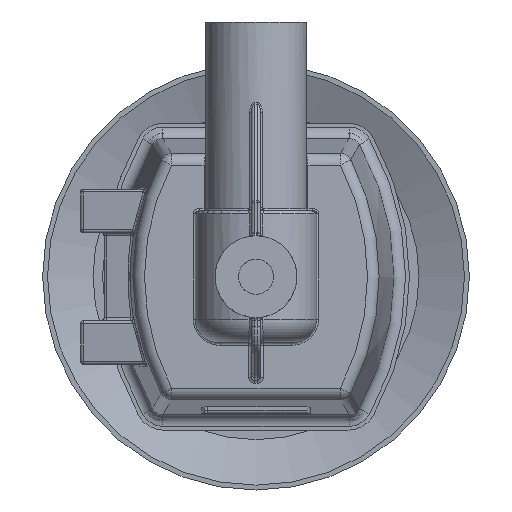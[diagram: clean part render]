
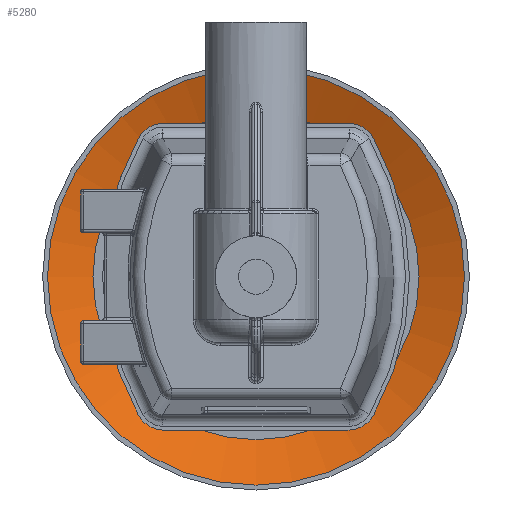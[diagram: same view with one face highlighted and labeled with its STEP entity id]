
A CAD part, front view. The second image highlights one B-rep face of the part: STEP entity #5280.
In plain terms, the highlighted conical face has half-angle 67.917 degrees and reference radius 71.438 mm.
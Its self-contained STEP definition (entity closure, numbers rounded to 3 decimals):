
#5261 = VERTEX_POINT('',#5262);
#5262 = CARTESIAN_POINT('',(-134.376,-46.431,0.));
#5268 = EDGE_CURVE('',#5261,#5261,#5269,.T.);
#5269 = CIRCLE('',#5270,71.331);
#5270 = AXIS2_PLACEMENT_3D('',#5271,#5272,#5273);
#5271 = CARTESIAN_POINT('',(-63.045,-46.431,0.));
#5272 = DIRECTION('',(0.,1.,0.));
#5273 = DIRECTION('',(-1.,0.,0.));
#5280 = ADVANCED_FACE('',(#5281),#5300,.F.);
#5281 = FACE_BOUND('',#5282,.F.);
#5282 = EDGE_LOOP('',(#5283,#5284,#5292,#5299));
#5283 = ORIENTED_EDGE('',*,*,#5268,.T.);
#5284 = ORIENTED_EDGE('',*,*,#5285,.T.);
#5285 = EDGE_CURVE('',#5261,#5286,#5288,.T.);
#5286 = VERTEX_POINT('',#5287);
#5287 = CARTESIAN_POINT('',(-118.829,-40.124,0.));
#5288 = LINE('',#5289,#5290);
#5289 = CARTESIAN_POINT('',(-134.482,-46.475,0.));
#5290 = VECTOR('',#5291,1.);
#5291 = DIRECTION('',(0.927,0.376,0.));
#5292 = ORIENTED_EDGE('',*,*,#5293,.F.);
#5293 = EDGE_CURVE('',#5286,#5286,#5294,.T.);
#5294 = CIRCLE('',#5295,55.784);
#5295 = AXIS2_PLACEMENT_3D('',#5296,#5297,#5298);
#5296 = CARTESIAN_POINT('',(-63.045,-40.124,0.));
#5297 = DIRECTION('',(0.,1.,0.));
#5298 = DIRECTION('',(-1.,0.,0.));
#5299 = ORIENTED_EDGE('',*,*,#5285,.F.);
#5300 = CONICAL_SURFACE('',#5301,71.438,1.185);
#5301 = AXIS2_PLACEMENT_3D('',#5302,#5303,#5304);
#5302 = CARTESIAN_POINT('',(-63.045,-46.475,0.));
#5303 = DIRECTION('',(0.,-1.,-0.));
#5304 = DIRECTION('',(-1.,0.,0.));
